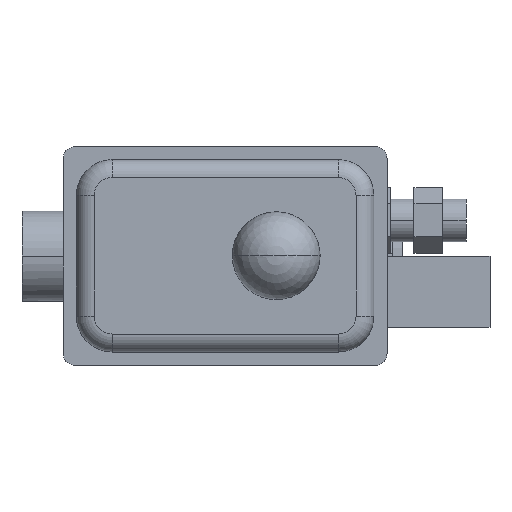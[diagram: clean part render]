
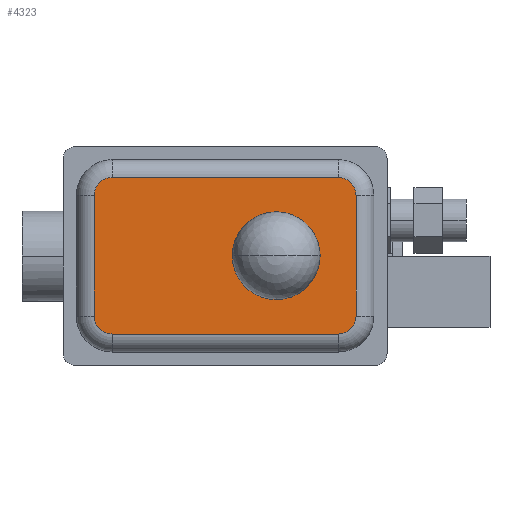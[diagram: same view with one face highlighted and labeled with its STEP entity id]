
A CAD part, top view. The second image highlights one B-rep face of the part: STEP entity #4323.
In plain terms, the highlighted planar face has unit normal (0, 0, 1).
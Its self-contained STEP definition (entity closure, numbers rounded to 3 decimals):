
#4323=ADVANCED_FACE('',(#12265,#12266),#12267,.T.);
#4651=VERTEX_POINT('',#12631);
#4677=EDGE_CURVE('',#6529,#4651,#12665,.T.);
#5409=EDGE_CURVE('',#11657,#11199,#13473,.T.);
#5469=EDGE_CURVE('',#11025,#11229,#13541,.T.);
#5681=EDGE_CURVE('',#11229,#10377,#13776,.T.);
#5899=EDGE_CURVE('',#7285,#6529,#14013,.T.);
#6529=VERTEX_POINT('',#14700);
#6809=EDGE_CURVE('',#10377,#7285,#15010,.T.);
#6985=VERTEX_POINT('',#15198);
#7285=VERTEX_POINT('',#15519);
#7811=EDGE_CURVE('',#11199,#11025,#16085,.T.);
#8281=EDGE_CURVE('',#6985,#10729,#16605,.T.);
#10377=VERTEX_POINT('',#18912);
#10437=EDGE_CURVE('',#11657,#4651,#18976,.T.);
#10729=VERTEX_POINT('',#19296);
#11025=VERTEX_POINT('',#19614);
#11129=EDGE_CURVE('',#10729,#6985,#19723,.T.);
#11199=VERTEX_POINT('',#19798);
#11229=VERTEX_POINT('',#19829);
#11657=VERTEX_POINT('',#20308);
#12265=FACE_BOUND('',#21174,.T.);
#12266=FACE_OUTER_BOUND('',#21175,.T.);
#12267=PLANE('',#21176);
#12631=CARTESIAN_POINT('',(-69.1,32.95,259.501));
#12665=CIRCLE('',#21765,7.5);
#13473=CIRCLE('',#23055,7.5);
#13541=CIRCLE('',#23163,7.5);
#13776=LINE('',#23577,#23578);
#14013=LINE('',#24045,#24046);
#14700=CARTESIAN_POINT('',(-76.6,25.45,259.501));
#15010=CIRCLE('',#25708,7.5);
#15198=CARTESIAN_POINT('',(-5.0,0.,259.501));
#15519=CARTESIAN_POINT('',(-76.6,-25.45,259.501));
#16085=LINE('',#27452,#27453);
#16605=CIRCLE('',#28337,5.0);
#18912=CARTESIAN_POINT('',(-69.1,-32.95,259.501));
#18976=LINE('',#32338,#32339);
#19296=CARTESIAN_POINT('',(5.0,0.,259.501));
#19614=CARTESIAN_POINT('',(33.6,-25.45,259.501));
#19723=CIRCLE('',#33615,5.0);
#19798=CARTESIAN_POINT('',(33.6,25.45,259.501));
#19829=CARTESIAN_POINT('',(26.1,-32.95,259.501));
#20308=CARTESIAN_POINT('',(26.1,32.95,259.501));
#21174=EDGE_LOOP('',(#35294,#35295));
#21175=EDGE_LOOP('',(#35296,#35297,#35298,#35299,#35300,#35301,#35302,#35303));
#21176=AXIS2_PLACEMENT_3D('',#35304,#35305,#35306);
#21765=AXIS2_PLACEMENT_3D('',#35927,#35928,#35929);
#23055=AXIS2_PLACEMENT_3D('',#36884,#36885,#36886);
#23163=AXIS2_PLACEMENT_3D('',#36966,#36967,#36968);
#23577=CARTESIAN_POINT('',(26.1,-32.95,259.501));
#23578=VECTOR('',#37264,1.0);
#24045=CARTESIAN_POINT('',(-76.6,-25.45,259.501));
#24046=VECTOR('',#37496,1.0);
#25708=AXIS2_PLACEMENT_3D('',#38693,#38694,#38695);
#27452=CARTESIAN_POINT('',(33.6,25.45,259.501));
#27453=VECTOR('',#39790,1.0);
#28337=AXIS2_PLACEMENT_3D('',#40351,#40352,#40353);
#32338=CARTESIAN_POINT('',(26.1,32.95,259.501));
#32339=VECTOR('',#43088,1.0);
#33615=AXIS2_PLACEMENT_3D('',#43816,#43817,#43818);
#35294=ORIENTED_EDGE('',*,*,#11129,.T.);
#35295=ORIENTED_EDGE('',*,*,#8281,.T.);
#35296=ORIENTED_EDGE('',*,*,#6809,.F.);
#35297=ORIENTED_EDGE('',*,*,#5681,.F.);
#35298=ORIENTED_EDGE('',*,*,#5469,.F.);
#35299=ORIENTED_EDGE('',*,*,#7811,.F.);
#35300=ORIENTED_EDGE('',*,*,#5409,.F.);
#35301=ORIENTED_EDGE('',*,*,#10437,.T.);
#35302=ORIENTED_EDGE('',*,*,#4677,.F.);
#35303=ORIENTED_EDGE('',*,*,#5899,.F.);
#35304=CARTESIAN_POINT('',(-72.85,25.45,259.501));
#35305=DIRECTION('',(0.0,0.0,1.0));
#35306=DIRECTION('',(1.0,0.0,0.0));
#35927=CARTESIAN_POINT('',(-69.1,25.45,259.501));
#35928=DIRECTION('',(0.0,0.0,-1.0));
#35929=DIRECTION('',(-1.0,0.0,0.0));
#36884=CARTESIAN_POINT('',(26.1,25.45,259.501));
#36885=DIRECTION('',(0.0,0.0,-1.0));
#36886=DIRECTION('',(-1.0,0.0,0.0));
#36966=CARTESIAN_POINT('',(26.1,-25.45,259.501));
#36967=DIRECTION('',(0.0,0.0,-1.0));
#36968=DIRECTION('',(-1.0,0.0,0.0));
#37264=DIRECTION('',(-1.0,0.0,0.0));
#37496=DIRECTION('',(0.0,1.0,0.0));
#38693=CARTESIAN_POINT('',(-69.1,-25.45,259.501));
#38694=DIRECTION('',(0.0,0.0,-1.0));
#38695=DIRECTION('',(-1.0,0.0,0.0));
#39790=DIRECTION('',(0.0,-1.0,0.0));
#40351=CARTESIAN_POINT('',(0.0,0.0,259.501));
#40352=DIRECTION('',(-0.0,0.0,-1.0));
#40353=DIRECTION('',(-1.0,0.0,0.0));
#43088=DIRECTION('',(-1.0,0.0,0.0));
#43816=CARTESIAN_POINT('',(0.0,0.0,259.501));
#43817=DIRECTION('',(-0.0,0.0,-1.0));
#43818=DIRECTION('',(-1.0,0.0,0.0));
